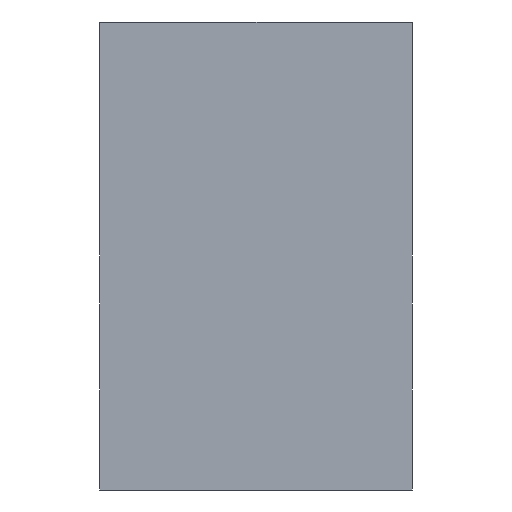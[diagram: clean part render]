
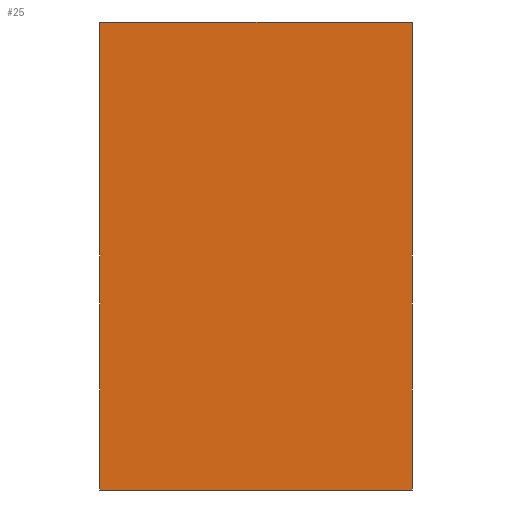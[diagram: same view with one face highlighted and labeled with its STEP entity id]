
A CAD part, left-side view. The second image highlights one B-rep face of the part: STEP entity #25.
In plain terms, the highlighted planar face has unit normal (-1, 0, 0).
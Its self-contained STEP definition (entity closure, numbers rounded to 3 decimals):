
#7 = CARTESIAN_POINT ( 'NONE',  ( -44.5, 1., -1.5 ) ) ;
#25 = ADVANCED_FACE ( 'NONE', ( #301 ), #281, .F. ) ;
#31 = CARTESIAN_POINT ( 'NONE',  ( -44.5, 0., 0. ) ) ;
#40 = CARTESIAN_POINT ( 'NONE',  ( -44.5, 1., 1.5 ) ) ;
#52 = DIRECTION ( 'NONE',  ( 1., 0., 0. ) ) ;
#53 = EDGE_CURVE ( 'NONE', #266, #127, #349, .T. ) ;
#59 = EDGE_LOOP ( 'NONE', ( #319, #298, #317, #206 ) ) ;
#83 = VECTOR ( 'NONE', #216, 1000. ) ;
#93 = CARTESIAN_POINT ( 'NONE',  ( -44.5, 1., 1.5 ) ) ;
#106 = LINE ( 'NONE', #242, #83 ) ;
#109 = VECTOR ( 'NONE', #117, 1000. ) ;
#117 = DIRECTION ( 'NONE',  ( 0., 1., 0. ) ) ;
#127 = VERTEX_POINT ( 'NONE', #226 ) ;
#130 = CARTESIAN_POINT ( 'NONE',  ( -44.5, -1., 1.5 ) ) ;
#146 = DIRECTION ( 'NONE',  ( 0., -1., 0. ) ) ;
#150 = DIRECTION ( 'NONE',  ( 0., 0., 1. ) ) ;
#169 = EDGE_CURVE ( 'NONE', #182, #261, #287, .T. ) ;
#182 = VERTEX_POINT ( 'NONE', #255 ) ;
#195 = EDGE_CURVE ( 'NONE', #127, #182, #311, .T. ) ;
#206 = ORIENTED_EDGE ( 'NONE', *, *, #251, .F. ) ;
#207 = VECTOR ( 'NONE', #150, 1000. ) ;
#216 = DIRECTION ( 'NONE',  ( 0., 0., -1. ) ) ;
#226 = CARTESIAN_POINT ( 'NONE',  ( -44.5, 1., -1.5 ) ) ;
#242 = CARTESIAN_POINT ( 'NONE',  ( -44.5, -1., 1.5 ) ) ;
#251 = EDGE_CURVE ( 'NONE', #261, #266, #106, .T. ) ;
#255 = CARTESIAN_POINT ( 'NONE',  ( -44.5, 1., 1.5 ) ) ;
#258 = VECTOR ( 'NONE', #146, 1000. ) ;
#261 = VERTEX_POINT ( 'NONE', #130 ) ;
#266 = VERTEX_POINT ( 'NONE', #318 ) ;
#275 = AXIS2_PLACEMENT_3D ( 'NONE', #31, #52, #325 ) ;
#281 = PLANE ( 'NONE',  #275 ) ;
#287 = LINE ( 'NONE', #40, #258 ) ;
#298 = ORIENTED_EDGE ( 'NONE', *, *, #195, .F. ) ;
#301 = FACE_OUTER_BOUND ( 'NONE', #59, .T. ) ;
#311 = LINE ( 'NONE', #93, #207 ) ;
#317 = ORIENTED_EDGE ( 'NONE', *, *, #53, .F. ) ;
#318 = CARTESIAN_POINT ( 'NONE',  ( -44.5, -1., -1.5 ) ) ;
#319 = ORIENTED_EDGE ( 'NONE', *, *, #169, .F. ) ;
#325 = DIRECTION ( 'NONE',  ( 0., 0., -1. ) ) ;
#349 = LINE ( 'NONE', #7, #109 ) ;
